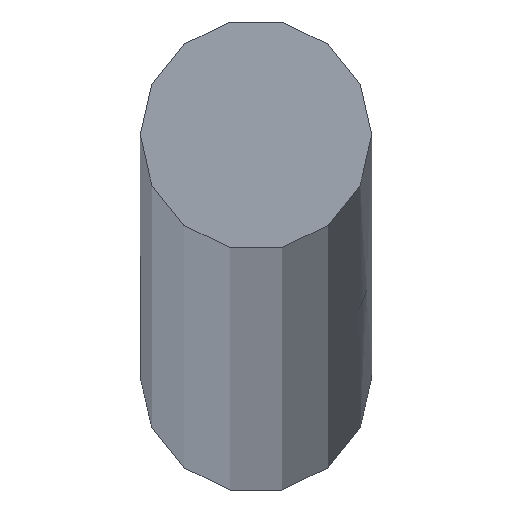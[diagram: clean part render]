
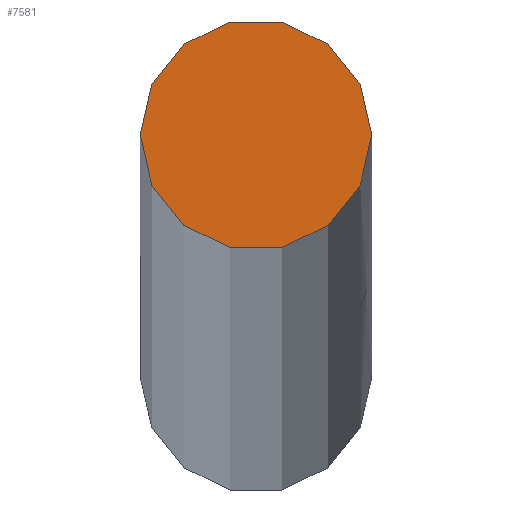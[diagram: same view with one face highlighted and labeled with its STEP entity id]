
A CAD part, top view. The second image highlights one B-rep face of the part: STEP entity #7581.
In plain terms, the highlighted planar face has unit normal (0, 0, 1).
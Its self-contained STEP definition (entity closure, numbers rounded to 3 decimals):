
#1394 = PLANE ( 'NONE',  #6110 ) ;
#3452 = ORIENTED_EDGE ( 'NONE', *, *, #11115, .T. ) ;
#3660 = DIRECTION ( 'NONE',  ( 1., 0., 0. ) ) ;
#4029 = VERTEX_POINT ( 'NONE', #4780 ) ;
#4613 = AXIS2_PLACEMENT_3D ( 'NONE', #10946, #10553, #12728 ) ;
#4780 = CARTESIAN_POINT ( 'NONE',  ( 5., 0., 3000. ) ) ;
#6110 = AXIS2_PLACEMENT_3D ( 'NONE', #12556, #8111, #3660 ) ;
#7581 = ADVANCED_FACE ( 'NONE', ( #10586 ), #1394, .T. ) ;
#8111 = DIRECTION ( 'NONE',  ( 0., 0., 1. ) ) ;
#8938 = CIRCLE ( 'NONE', #4613, 5. ) ;
#10553 = DIRECTION ( 'NONE',  ( 0., 0., 1. ) ) ;
#10586 = FACE_OUTER_BOUND ( 'NONE', #11996, .T. ) ;
#10946 = CARTESIAN_POINT ( 'NONE',  ( 0., 0., 3000. ) ) ;
#11115 = EDGE_CURVE ( 'NONE', #4029, #4029, #8938, .T. ) ;
#11996 = EDGE_LOOP ( 'NONE', ( #3452 ) ) ;
#12556 = CARTESIAN_POINT ( 'NONE',  ( 0., 0., 3000. ) ) ;
#12728 = DIRECTION ( 'NONE',  ( 1., 0., 0. ) ) ;
